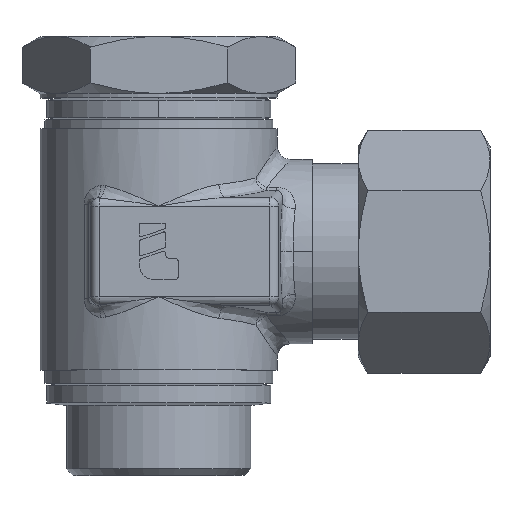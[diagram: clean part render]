
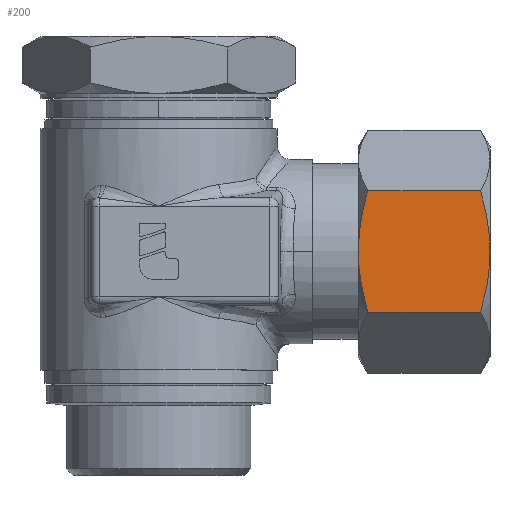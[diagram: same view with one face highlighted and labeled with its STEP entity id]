
A CAD part, top view. The second image highlights one B-rep face of the part: STEP entity #200.
In plain terms, the highlighted planar face has unit normal (0, 0, 1).
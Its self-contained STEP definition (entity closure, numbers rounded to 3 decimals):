
#200=ADVANCED_FACE('',(#561),#562,.T.);
#561=FACE_OUTER_BOUND('',#1093,.T.);
#562=PLANE('',#1094);
#1093=EDGE_LOOP('',(#3641,#3642,#3643,#3644,#3645,#3646));
#1094=AXIS2_PLACEMENT_3D('',#3647,#3648,#3649);
#3641=ORIENTED_EDGE('',*,*,#4990,.T.);
#3642=ORIENTED_EDGE('',*,*,#5009,.T.);
#3643=ORIENTED_EDGE('',*,*,#5010,.F.);
#3644=ORIENTED_EDGE('',*,*,#5011,.F.);
#3645=ORIENTED_EDGE('',*,*,#5012,.F.);
#3646=ORIENTED_EDGE('',*,*,#4994,.T.);
#3647=CARTESIAN_POINT('',(37.729,-6.928,12.0));
#3648=DIRECTION('',(0.0,-0.0,1.0));
#3649=DIRECTION('',(0.0,1.0,0.0));
#4990=EDGE_CURVE('',#5754,#5752,#5755,.T.);
#4994=EDGE_CURVE('',#5759,#5754,#5760,.T.);
#5009=EDGE_CURVE('',#5752,#5779,#5781,.T.);
#5010=EDGE_CURVE('',#5782,#5779,#5783,.T.);
#5011=EDGE_CURVE('',#5784,#5782,#5785,.T.);
#5012=EDGE_CURVE('',#5759,#5784,#5786,.T.);
#5752=VERTEX_POINT('',#7344);
#5754=VERTEX_POINT('',#7353);
#5755=B_SPLINE_CURVE_WITH_KNOTS('',3,(#7354,#7355,#7356,#7357,#7358,#7359,#7360,#7361),.UNSPECIFIED.,.F.,.F.,(4,1,1,1,1,4),(0.,0.2,0.4,0.6,0.8,1.0),.UNSPECIFIED.);
#5759=VERTEX_POINT('',#7372);
#5760=B_SPLINE_CURVE_WITH_KNOTS('',3,(#7373,#7374,#7375,#7376,#7377,#7378,#7379,#7380),.UNSPECIFIED.,.F.,.F.,(4,1,1,1,1,4),(0.0,0.2,0.4,0.6,0.8,1.0),.UNSPECIFIED.);
#5779=VERTEX_POINT('',#7452);
#5781=LINE('',#7461,#7462);
#5782=VERTEX_POINT('',#7463);
#5783=B_SPLINE_CURVE_WITH_KNOTS('',3,(#7464,#7465,#7466,#7467,#7468,#7469,#7470,#7471),.UNSPECIFIED.,.F.,.F.,(4,1,1,1,1,4),(0.,0.2,0.4,0.6,0.8,1.0),.UNSPECIFIED.);
#5784=VERTEX_POINT('',#7472);
#5785=B_SPLINE_CURVE_WITH_KNOTS('',3,(#7473,#7474,#7475,#7476,#7477,#7478,#7479,#7480),.UNSPECIFIED.,.F.,.F.,(4,1,1,1,1,4),(0.0,0.2,0.4,0.6,0.8,1.0),.UNSPECIFIED.);
#5786=LINE('',#7481,#7482);
#7344=CARTESIAN_POINT('',(36.657,6.928,12.0));
#7353=CARTESIAN_POINT('',(37.729,0.,12.0));
#7354=CARTESIAN_POINT('',(37.729,0.,12.0));
#7355=CARTESIAN_POINT('',(37.729,0.453,12.0));
#7356=CARTESIAN_POINT('',(37.699,1.36,12.0));
#7357=CARTESIAN_POINT('',(37.567,2.72,12.0));
#7358=CARTESIAN_POINT('',(37.351,4.086,12.0));
#7359=CARTESIAN_POINT('',(37.055,5.473,12.0));
#7360=CARTESIAN_POINT('',(36.799,6.438,12.0));
#7361=CARTESIAN_POINT('',(36.657,6.928,12.0));
#7372=CARTESIAN_POINT('',(36.657,-6.928,12.0));
#7373=CARTESIAN_POINT('',(36.657,-6.928,12.0));
#7374=CARTESIAN_POINT('',(36.799,-6.438,12.0));
#7375=CARTESIAN_POINT('',(37.055,-5.473,12.0));
#7376=CARTESIAN_POINT('',(37.351,-4.086,12.0));
#7377=CARTESIAN_POINT('',(37.567,-2.719,12.0));
#7378=CARTESIAN_POINT('',(37.699,-1.36,12.0));
#7379=CARTESIAN_POINT('',(37.729,-0.453,12.0));
#7380=CARTESIAN_POINT('',(37.729,0.,12.0));
#7452=CARTESIAN_POINT('',(23.801,6.928,12.0));
#7461=CARTESIAN_POINT('',(36.657,6.928,12.0));
#7462=VECTOR('',#8850,12.856);
#7463=CARTESIAN_POINT('',(22.729,0.,12.0));
#7464=CARTESIAN_POINT('',(22.729,0.,12.0));
#7465=CARTESIAN_POINT('',(22.729,0.453,12.0));
#7466=CARTESIAN_POINT('',(22.759,1.36,12.0));
#7467=CARTESIAN_POINT('',(22.891,2.72,12.0));
#7468=CARTESIAN_POINT('',(23.107,4.086,12.0));
#7469=CARTESIAN_POINT('',(23.404,5.473,12.0));
#7470=CARTESIAN_POINT('',(23.659,6.438,12.0));
#7471=CARTESIAN_POINT('',(23.801,6.928,12.0));
#7472=CARTESIAN_POINT('',(23.801,-6.928,12.0));
#7473=CARTESIAN_POINT('',(23.801,-6.928,12.0));
#7474=CARTESIAN_POINT('',(23.659,-6.438,12.0));
#7475=CARTESIAN_POINT('',(23.404,-5.473,12.0));
#7476=CARTESIAN_POINT('',(23.107,-4.086,12.0));
#7477=CARTESIAN_POINT('',(22.891,-2.719,12.0));
#7478=CARTESIAN_POINT('',(22.759,-1.36,12.0));
#7479=CARTESIAN_POINT('',(22.729,-0.453,12.0));
#7480=CARTESIAN_POINT('',(22.729,0.,12.0));
#7481=CARTESIAN_POINT('',(36.657,-6.928,12.0));
#7482=VECTOR('',#8851,12.856);
#8850=DIRECTION('',(-1.0,0.0,0.0));
#8851=DIRECTION('',(-1.0,0.0,0.0));
